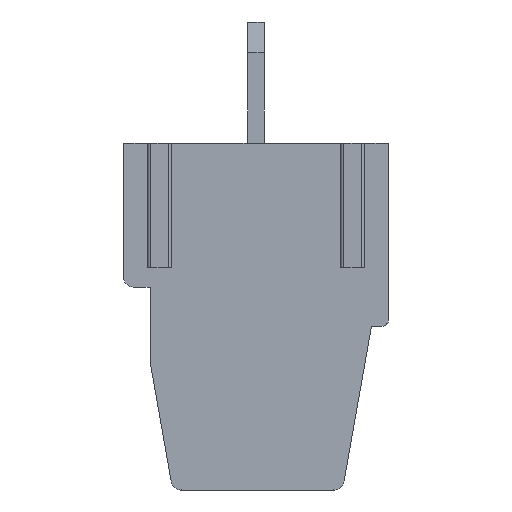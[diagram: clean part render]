
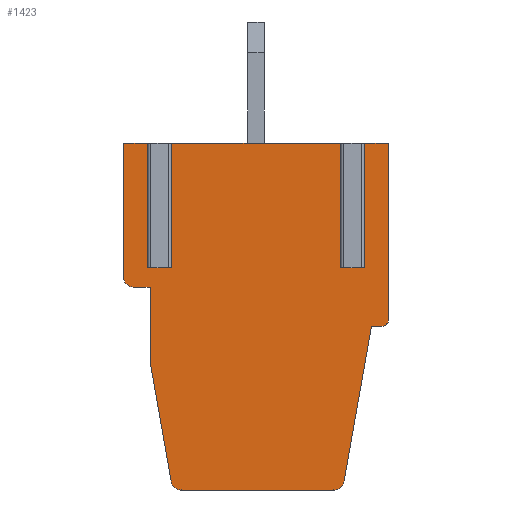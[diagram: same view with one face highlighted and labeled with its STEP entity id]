
A CAD part, front view. The second image highlights one B-rep face of the part: STEP entity #1423.
In plain terms, the highlighted planar face has unit normal (0, -1, 0).
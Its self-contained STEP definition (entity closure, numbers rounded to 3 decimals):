
#1423 = ADVANCED_FACE( '', ( #2924 ), #2925, .F. );
#2924 = FACE_OUTER_BOUND( '', #4452, .T. );
#2925 = PLANE( '', #4453 );
#4452 = EDGE_LOOP( '', ( #8791, #8792, #8793, #8794, #8795, #8796, #8797, #8798, #8799, #8800, #8801, #8802, #8803, #8804, #8805, #8806, #8807, #8808, #8809, #8810, #8811 ) );
#4453 = AXIS2_PLACEMENT_3D( '', #8812, #8813, #8814 );
#8791 = ORIENTED_EDGE( '', *, *, #10478, .F. );
#8792 = ORIENTED_EDGE( '', *, *, #9778, .T. );
#8793 = ORIENTED_EDGE( '', *, *, #9985, .T. );
#8794 = ORIENTED_EDGE( '', *, *, #10354, .F. );
#8795 = ORIENTED_EDGE( '', *, *, #10053, .F. );
#8796 = ORIENTED_EDGE( '', *, *, #10944, .T. );
#8797 = ORIENTED_EDGE( '', *, *, #9978, .T. );
#8798 = ORIENTED_EDGE( '', *, *, #10985, .T. );
#8799 = ORIENTED_EDGE( '', *, *, #10224, .T. );
#8800 = ORIENTED_EDGE( '', *, *, #9515, .F. );
#8801 = ORIENTED_EDGE( '', *, *, #10241, .F. );
#8802 = ORIENTED_EDGE( '', *, *, #10101, .F. );
#8803 = ORIENTED_EDGE( '', *, *, #10075, .T. );
#8804 = ORIENTED_EDGE( '', *, *, #9957, .T. );
#8805 = ORIENTED_EDGE( '', *, *, #9407, .T. );
#8806 = ORIENTED_EDGE( '', *, *, #10372, .F. );
#8807 = ORIENTED_EDGE( '', *, *, #9604, .F. );
#8808 = ORIENTED_EDGE( '', *, *, #10533, .T. );
#8809 = ORIENTED_EDGE( '', *, *, #10975, .T. );
#8810 = ORIENTED_EDGE( '', *, *, #9990, .T. );
#8811 = ORIENTED_EDGE( '', *, *, #10118, .F. );
#8812 = CARTESIAN_POINT( '', ( -98.702, -10.2, -4.395 ) );
#8813 = DIRECTION( '', ( 0., 1., 0. ) );
#8814 = DIRECTION( '', ( -1., 0., 0. ) );
#9407 = EDGE_CURVE( '', #11400, #11397, #11401, .F. );
#9515 = EDGE_CURVE( '', #11586, #11588, #11589, .T. );
#9604 = EDGE_CURVE( '', #11737, #11739, #11740, .T. );
#9778 = EDGE_CURVE( '', #12030, #12028, #12031, .F. );
#9957 = EDGE_CURVE( '', #12329, #11400, #12330, .T. );
#9978 = EDGE_CURVE( '', #12368, #12365, #12369, .T. );
#9985 = EDGE_CURVE( '', #12028, #12379, #12381, .T. );
#9990 = EDGE_CURVE( '', #12389, #12387, #12390, .T. );
#10053 = EDGE_CURVE( '', #12491, #12493, #12494, .T. );
#10075 = EDGE_CURVE( '', #12524, #12329, #12525, .F. );
#10101 = EDGE_CURVE( '', #12524, #12566, #12567, .T. );
#10118 = EDGE_CURVE( '', #12588, #12387, #12590, .F. );
#10224 = EDGE_CURVE( '', #12750, #11588, #12751, .F. );
#10241 = EDGE_CURVE( '', #12566, #11586, #12778, .T. );
#10354 = EDGE_CURVE( '', #12493, #12379, #12935, .F. );
#10372 = EDGE_CURVE( '', #11739, #11397, #12961, .T. );
#10478 = EDGE_CURVE( '', #12030, #12588, #13098, .T. );
#10533 = EDGE_CURVE( '', #11737, #13165, #13167, .F. );
#10944 = EDGE_CURVE( '', #12491, #12368, #13668, .F. );
#10975 = EDGE_CURVE( '', #13165, #12389, #13699, .T. );
#10985 = EDGE_CURVE( '', #12365, #12750, #13709, .T. );
#11397 = VERTEX_POINT( '', #14289 );
#11400 = VERTEX_POINT( '', #14293 );
#11401 = CIRCLE( '', #14294, 0.298 );
#11586 = VERTEX_POINT( '', #14562 );
#11588 = VERTEX_POINT( '', #14565 );
#11589 = LINE( '', #14566, #14567 );
#11737 = VERTEX_POINT( '', #14791 );
#11739 = VERTEX_POINT( '', #14794 );
#11740 = LINE( '', #14795, #14796 );
#12028 = VERTEX_POINT( '', #15237 );
#12030 = VERTEX_POINT( '', #15239 );
#12031 = LINE( '', #15240, #15241 );
#12329 = VERTEX_POINT( '', #15669 );
#12330 = LINE( '', #15670, #15671 );
#12365 = VERTEX_POINT( '', #15714 );
#12368 = VERTEX_POINT( '', #15718 );
#12369 = LINE( '', #15719, #15720 );
#12379 = VERTEX_POINT( '', #15732 );
#12381 = LINE( '', #15734, #15735 );
#12387 = VERTEX_POINT( '', #15743 );
#12389 = VERTEX_POINT( '', #15745 );
#12390 = LINE( '', #15746, #15747 );
#12491 = VERTEX_POINT( '', #15900 );
#12493 = VERTEX_POINT( '', #15902 );
#12494 = LINE( '', #15903, #15904 );
#12524 = VERTEX_POINT( '', #15947 );
#12525 = CIRCLE( '', #15948, 0.298 );
#12566 = VERTEX_POINT( '', #16008 );
#12567 = LINE( '', #16009, #16010 );
#12588 = VERTEX_POINT( '', #16040 );
#12590 = LINE( '', #16042, #16043 );
#12750 = VERTEX_POINT( '', #16285 );
#12751 = CIRCLE( '', #16286, 0.298 );
#12778 = LINE( '', #16325, #16326 );
#12935 = LINE( '', #16569, #16570 );
#12961 = LINE( '', #16608, #16609 );
#13098 = LINE( '', #16818, #16819 );
#13165 = VERTEX_POINT( '', #16921 );
#13167 = CIRCLE( '', #16924, 0.198 );
#13668 = LINE( '', #17673, #17674 );
#13699 = LINE( '', #17717, #17718 );
#13709 = LINE( '', #17734, #17735 );
#14289 = CARTESIAN_POINT( '', ( -92.255, -10.2, -10.317 ) );
#14293 = CARTESIAN_POINT( '', ( -92.552, -10.2, -10.6 ) );
#14294 = AXIS2_PLACEMENT_3D( '', #17970, #17971, #17972 );
#14562 = CARTESIAN_POINT( '', ( -98.186, -10.2, -4.395 ) );
#14565 = CARTESIAN_POINT( '', ( -98.702, -10.2, -4.395 ) );
#14566 = CARTESIAN_POINT( '', ( -98.186, -10.2, -4.395 ) );
#14567 = VECTOR( '', #18079, 1000. );
#14791 = CARTESIAN_POINT( '', ( -91.102, -10.2, -5.596 ) );
#14794 = CARTESIAN_POINT( '', ( -91.423, -10.2, -5.596 ) );
#14795 = CARTESIAN_POINT( '', ( -90.904, -10.2, -5.596 ) );
#14796 = VECTOR( '', #18151, 1000. );
#15237 = CARTESIAN_POINT( '', ( -92.37, -10.2, 0. ) );
#15239 = CARTESIAN_POINT( '', ( -92.37, -10.2, -3.8 ) );
#15240 = CARTESIAN_POINT( '', ( -92.37, -10.2, 0. ) );
#15241 = VECTOR( '', #18306, 1000. );
#15669 = CARTESIAN_POINT( '', ( -97.252, -10.2, -10.6 ) );
#15670 = CARTESIAN_POINT( '', ( -94.902, -10.2, -10.6 ) );
#15671 = VECTOR( '', #18470, 1000. );
#15714 = CARTESIAN_POINT( '', ( -99., -10.2, 0. ) );
#15718 = CARTESIAN_POINT( '', ( -98.27, -10.2, 0. ) );
#15719 = CARTESIAN_POINT( '', ( -95.503, -10.2, 0. ) );
#15720 = VECTOR( '', #18507, 1000. );
#15732 = CARTESIAN_POINT( '', ( -97.53, -10.2, 0. ) );
#15734 = CARTESIAN_POINT( '', ( -95.503, -10.2, 0. ) );
#15735 = VECTOR( '', #18522, 1000. );
#15743 = CARTESIAN_POINT( '', ( -91.63, -10.2, 0. ) );
#15745 = CARTESIAN_POINT( '', ( -90.904, -10.2, 0. ) );
#15746 = CARTESIAN_POINT( '', ( -95.503, -10.2, 0. ) );
#15747 = VECTOR( '', #18531, 1000. );
#15900 = CARTESIAN_POINT( '', ( -98.27, -10.2, -3.8 ) );
#15902 = CARTESIAN_POINT( '', ( -97.53, -10.2, -3.8 ) );
#15903 = CARTESIAN_POINT( '', ( -98.22, -10.2, -3.8 ) );
#15904 = VECTOR( '', #18605, 1000. );
#15947 = CARTESIAN_POINT( '', ( -97.549, -10.2, -10.317 ) );
#15948 = AXIS2_PLACEMENT_3D( '', #18625, #18626, #18627 );
#16008 = CARTESIAN_POINT( '', ( -98.186, -10.2, -6.704 ) );
#16009 = CARTESIAN_POINT( '', ( -97.502, -10.2, -10.587 ) );
#16010 = VECTOR( '', #18650, 1000. );
#16040 = CARTESIAN_POINT( '', ( -91.63, -10.2, -3.8 ) );
#16042 = CARTESIAN_POINT( '', ( -91.63, -10.2, 0. ) );
#16043 = VECTOR( '', #18669, 1000. );
#16285 = CARTESIAN_POINT( '', ( -99., -10.2, -4.098 ) );
#16286 = AXIS2_PLACEMENT_3D( '', #18759, #18760, #18761 );
#16325 = CARTESIAN_POINT( '', ( -98.186, -10.2, -6.704 ) );
#16326 = VECTOR( '', #18774, 1000. );
#16569 = CARTESIAN_POINT( '', ( -97.53, -10.2, 0. ) );
#16570 = VECTOR( '', #18864, 1000. );
#16608 = CARTESIAN_POINT( '', ( -91.423, -10.2, -5.596 ) );
#16609 = VECTOR( '', #18877, 1000. );
#16818 = CARTESIAN_POINT( '', ( -92.32, -10.2, -3.8 ) );
#16819 = VECTOR( '', #18955, 1000. );
#16921 = CARTESIAN_POINT( '', ( -90.904, -10.2, -5.398 ) );
#16924 = AXIS2_PLACEMENT_3D( '', #18994, #18995, #18996 );
#17673 = CARTESIAN_POINT( '', ( -98.27, -10.2, 0. ) );
#17674 = VECTOR( '', #19271, 1000. );
#17717 = CARTESIAN_POINT( '', ( -90.904, -10.2, 0. ) );
#17718 = VECTOR( '', #19284, 1000. );
#17734 = CARTESIAN_POINT( '', ( -99., -10.2, 0. ) );
#17735 = VECTOR( '', #19291, 1000. );
#17970 = CARTESIAN_POINT( '', ( -92.552, -10.2, -10.302 ) );
#17971 = DIRECTION( '', ( 0., 1., 0. ) );
#17972 = DIRECTION( '', ( 0., 0., 1. ) );
#18079 = DIRECTION( '', ( -1., 0., 0. ) );
#18151 = DIRECTION( '', ( -1., 0., 0. ) );
#18306 = DIRECTION( '', ( 0., 0., -1. ) );
#18470 = DIRECTION( '', ( 1., 0., 0. ) );
#18507 = DIRECTION( '', ( -1., 0., 0. ) );
#18522 = DIRECTION( '', ( -1., 0., 0. ) );
#18531 = DIRECTION( '', ( -1., 0., 0. ) );
#18605 = DIRECTION( '', ( 1., 0., 0. ) );
#18625 = CARTESIAN_POINT( '', ( -97.252, -10.2, -10.302 ) );
#18626 = DIRECTION( '', ( 0., 1., 0. ) );
#18627 = DIRECTION( '', ( 0., 0., 1. ) );
#18650 = DIRECTION( '', ( -0.174, 0., 0.985 ) );
#18669 = DIRECTION( '', ( 0., 0., -1. ) );
#18759 = CARTESIAN_POINT( '', ( -98.702, -10.2, -4.098 ) );
#18760 = DIRECTION( '', ( 0., 1., 0. ) );
#18761 = DIRECTION( '', ( 0., 0., 1. ) );
#18774 = DIRECTION( '', ( 0., 0., 1. ) );
#18864 = DIRECTION( '', ( 0., 0., -1. ) );
#18877 = DIRECTION( '', ( -0.174, 0., -0.985 ) );
#18955 = DIRECTION( '', ( 1., 0., 0. ) );
#18994 = CARTESIAN_POINT( '', ( -91.102, -10.2, -5.398 ) );
#18995 = DIRECTION( '', ( 0., 1., 0. ) );
#18996 = DIRECTION( '', ( 0., 0., 1. ) );
#19271 = DIRECTION( '', ( 0., 0., -1. ) );
#19284 = DIRECTION( '', ( 0., 0., 1. ) );
#19291 = DIRECTION( '', ( 0., 0., -1. ) );
